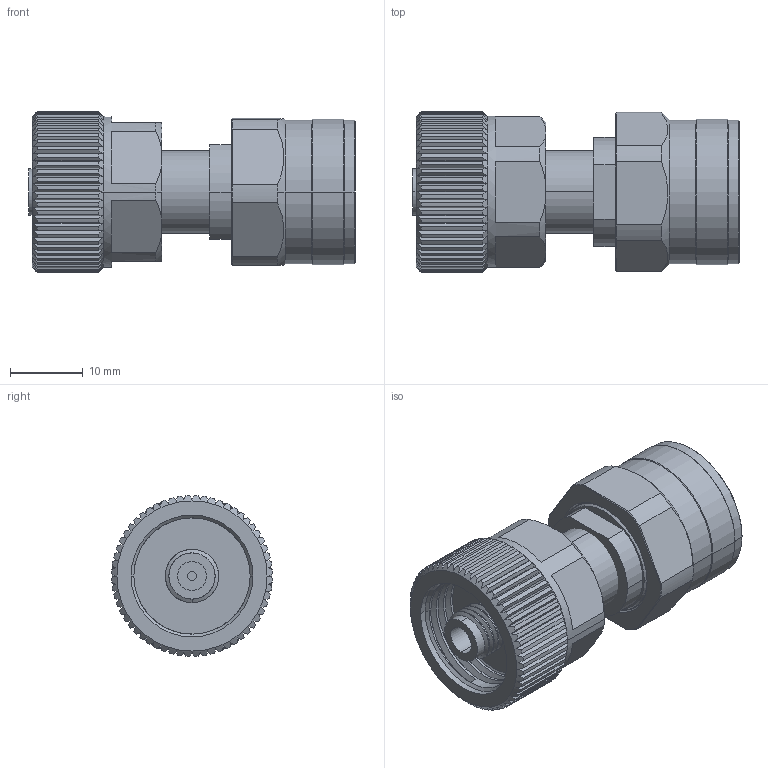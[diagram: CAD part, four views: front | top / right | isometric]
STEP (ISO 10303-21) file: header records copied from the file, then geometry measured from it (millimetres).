
FILE_DESCRIPTION (( 'STEP AP214' ), '1' );
FILE_NAME ('SM9987_3D.STEP', '2021-08-18T18:58:54', ( '' ), ( '' ), 'SwSTEP 2.0', 'SolidWorks 2021', '' );
FILE_SCHEMA (( 'AUTOMOTIVE_DESIGN' ));
Length unit declared in the file: inch
Products named in the file (3): PE9987_2; SM9987_3D; PE9987
Assembly tree (2 placements, depth 2):
  SM9987_3D
    PE9987
    PE9987_2
Bounding box: 44.9 x 22.13 x 22.13 mm (x, y, z)
Volume: 9832 mm3; surface area: 6898 mm2
Topology: 2 solids, 2 shells, 353 faces, 949 edges, 617 vertices
Faces by surface type: plane 171, cylinder 130, cone 44, bspline 8
Entity records: 13698 total; most frequent: CARTESIAN_POINT 5224, ORIENTED_EDGE 1898, DIRECTION 1591, EDGE_CURVE 949, AXIS2_PLACEMENT_3D 626, VERTEX_POINT 617, EDGE_LOOP 370, FACE_OUTER_BOUND 353
